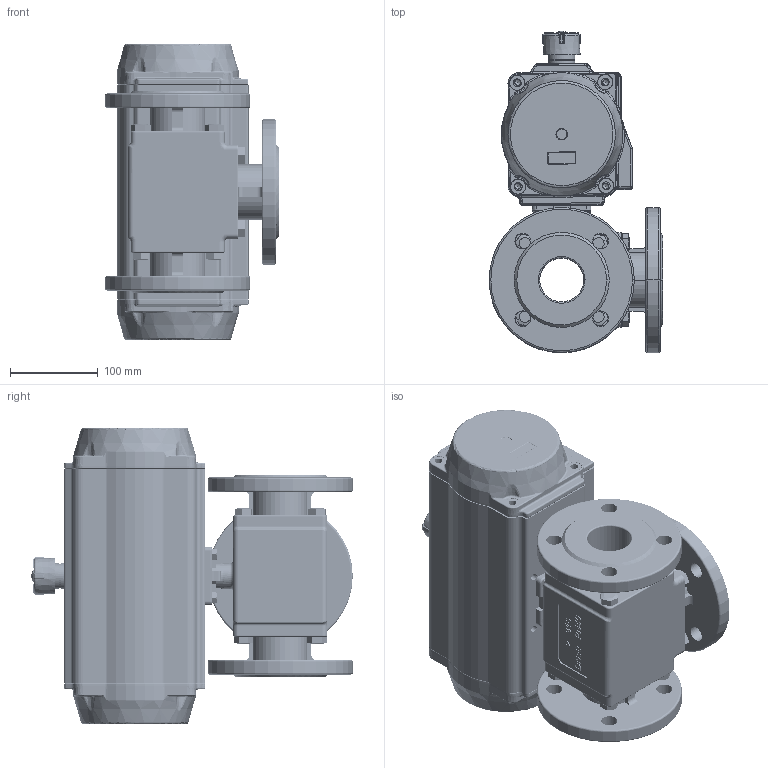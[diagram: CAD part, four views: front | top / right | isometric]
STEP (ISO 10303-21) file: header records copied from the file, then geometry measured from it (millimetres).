
FILE_DESCRIPTION(/* description */ ('Unknown'),/* implementation_level */ '2;1');
FILE_NAME(/* name */ 'PE07 9342_9343-09',/* time_stamp */ '2025-03-21T11:37:39+01:00',/* author */ ('Unknown'),/* organization */ ('Unknown'),/* preprocessor_version */ 'ST-DEVELOPER v19.4',/* originating_system */ 'Solid Edge',/* authorisation */ 'Unknown');
FILE_SCHEMA (('AUTOMOTIVE_DESIGN {1 0 10303 214 3 1 1}'));
Products named in the file (20): PE07 9342_9343-09; 9342_9343-09; 概极; 概裔; 概裝; MV-85 DN50 Nut Stopper; NUT M18 _NUT  M18; MV-85 DN50 Plate Washer; 蟈諉蹟邡; PD08_PE07; VTE125埴詰; vt125-2016-06-25; vt125-2016-06-25   酘傷裔_MIR; VT125-03-01   活塞; VT125-3 粣; Optische Anzeige; ______; ________(___________; cup head nib bolts with large head gb_GB_FASTENER_BOLT_CHNBW M6X25-N; DIN 933 M8x20 A2-70 BLK_EDST
Assembly tree (39 placements, depth 4):
  PE07 9342_9343-09
    9342_9343-09
      概极
      概裔  x3
      概裝
      MV-85 DN50 Nut Stopper
      NUT M18 _NUT  M18
      MV-85 DN50 Plate Washer
      蟈諉蹟邡  x12
    PD08_PE07
      VTE125埴詰
      vt125-2016-06-25
      vt125-2016-06-25   酘傷裔_MIR
      VT125-03-01   活塞  x2
      VT125-3 粣
      Optische Anzeige
        ______
        ________(___________  x4
        cup head nib bolts with large head gb_GB_FASTENER_BOLT_CHNBW M6X25-N
    DIN 933 M8x20 A2-70 BLK_EDST  x4
Bounding box: 197.5 x 365.5 x 337 mm (x, y, z)
Volume: 5454575.6 mm3; surface area: 1093122.9 mm2
Topology: 36 solids, 36 shells, 4009 faces, 10011 edges, 6181 vertices
Faces by surface type: plane 1203, cylinder 1144, bspline 767, torus 559, cone 283, sphere 53
Full cylindrical faces by diameter (mm): 3 x16, 3.3 x8, 4.134 x8, 4.66 x1, 4.917 x1, 6 x1, 6.2 x1, 6.647 x12, 7 x1, 8 x4, 8.376 x4, 10.106 x2, 11.445 x2, 13 x6, 17 x8, 17.5 x2, 25 x1, 26 x2, 26.4 x1, 28.2 x1, 30 x5, 38.5 x1, 40 x2, 41 x1, 47.4 x1, 49 x1, 53 x4, 112 x2, 115.4 x2, 120 x2
Entity records: 121551 total; most frequent: CARTESIAN_POINT 57795, ORIENTED_EDGE 13916, DIRECTION 11576, EDGE_CURVE 6958, VERTEX_POINT 4473, AXIS2_PLACEMENT_3D 4473, FACE_BOUND 3375, EDGE_LOOP 3353
